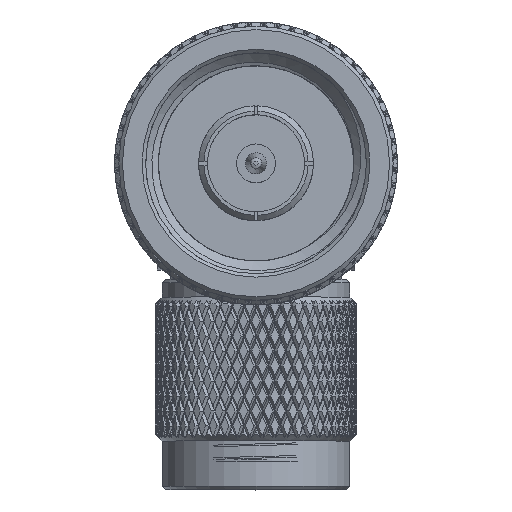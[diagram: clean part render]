
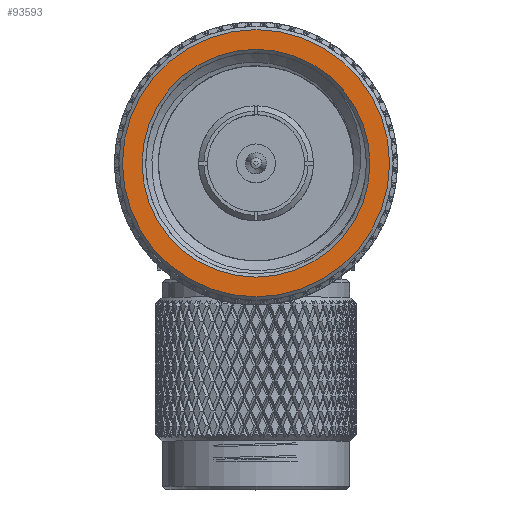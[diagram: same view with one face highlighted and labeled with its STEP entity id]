
A CAD part, top view. The second image highlights one B-rep face of the part: STEP entity #93593.
In plain terms, the highlighted face is planar.
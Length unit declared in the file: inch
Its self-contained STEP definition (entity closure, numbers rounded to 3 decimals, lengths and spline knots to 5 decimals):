
#8237 = ORIENTED_EDGE ( 'NONE', *, *, #182845, .T. ) ;
#16792 = EDGE_LOOP ( 'NONE', ( #8237 ) ) ;
#24078 = FACE_OUTER_BOUND ( 'NONE', #156172, .T. ) ;
#36472 = AXIS2_PLACEMENT_3D ( 'NONE', #41620, #73476, #140432 ) ;
#38904 = CIRCLE ( 'NONE', #140595, 0.37809 ) ;
#41461 = DIRECTION ( 'NONE',  ( 0., -1., 0. ) ) ;
#41620 = CARTESIAN_POINT ( 'NONE',  ( 0., 0.38809, 0. ) ) ;
#43183 = CARTESIAN_POINT ( 'NONE',  ( 0., -0.3225, 0. ) ) ;
#55766 = CARTESIAN_POINT ( 'NONE',  ( 0., 0., 0. ) ) ;
#62019 = DIRECTION ( 'NONE',  ( -1., 0., 0. ) ) ;
#73476 = DIRECTION ( 'NONE',  ( -1., 0., 0. ) ) ;
#93593 = ADVANCED_FACE ( 'NONE', ( #106386, #24078 ), #142598, .T. ) ;
#102314 = ORIENTED_EDGE ( 'NONE', *, *, #160925, .T. ) ;
#106386 = FACE_BOUND ( 'NONE', #16792, .T. ) ;
#112472 = DIRECTION ( 'NONE',  ( 0., -1., 0. ) ) ;
#115375 = AXIS2_PLACEMENT_3D ( 'NONE', #55766, #122715, #41461 ) ;
#122715 = DIRECTION ( 'NONE',  ( 1., 0., 0. ) ) ;
#133333 = CARTESIAN_POINT ( 'NONE',  ( 0., -0.37809, 0. ) ) ;
#140432 = DIRECTION ( 'NONE',  ( 0., -1., 0. ) ) ;
#140595 = AXIS2_PLACEMENT_3D ( 'NONE', #160822, #62019, #112472 ) ;
#142000 = VERTEX_POINT ( 'NONE', #43183 ) ;
#142598 = PLANE ( 'NONE',  #36472 ) ;
#153027 = VERTEX_POINT ( 'NONE', #133333 ) ;
#156172 = EDGE_LOOP ( 'NONE', ( #102314 ) ) ;
#160822 = CARTESIAN_POINT ( 'NONE',  ( 0., 0., 0. ) ) ;
#160925 = EDGE_CURVE ( 'NONE', #153027, #153027, #38904, .T. ) ;
#181977 = CIRCLE ( 'NONE', #115375, 0.3225 ) ;
#182845 = EDGE_CURVE ( 'NONE', #142000, #142000, #181977, .T. ) ;
